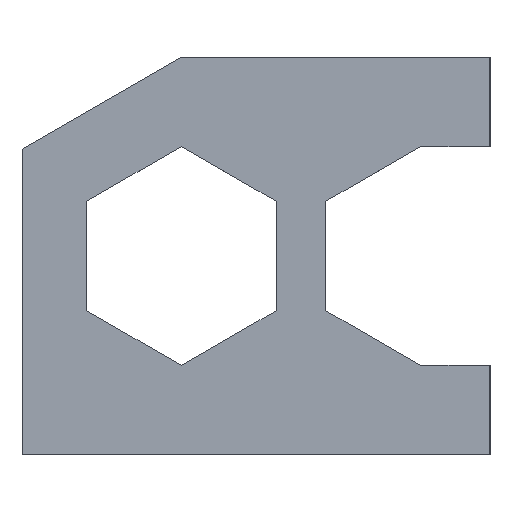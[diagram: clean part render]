
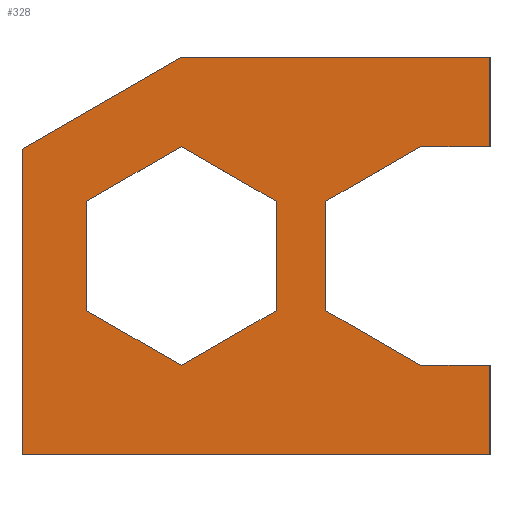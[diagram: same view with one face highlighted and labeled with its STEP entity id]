
A CAD part, top view. The second image highlights one B-rep face of the part: STEP entity #328.
In plain terms, the highlighted planar face has unit normal (0, 0, 1).
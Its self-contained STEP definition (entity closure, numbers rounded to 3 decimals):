
#24 = VERTEX_POINT('',#25);
#25 = CARTESIAN_POINT('',(-58.105,80.,4.));
#31 = EDGE_CURVE('',#24,#32,#34,.T.);
#32 = VERTEX_POINT('',#33);
#33 = CARTESIAN_POINT('',(65.815,80.,4.));
#34 = LINE('',#35,#36);
#35 = CARTESIAN_POINT('',(-58.105,80.,4.));
#36 = VECTOR('',#37,1.);
#37 = DIRECTION('',(1.,0.,0.));
#70 = EDGE_CURVE('',#24,#71,#73,.T.);
#71 = VERTEX_POINT('',#72);
#72 = CARTESIAN_POINT('',(-122.185,43.004,4.));
#73 = LINE('',#74,#75);
#74 = CARTESIAN_POINT('',(-58.105,80.,4.));
#75 = VECTOR('',#76,1.);
#76 = DIRECTION('',(-0.866,-0.5,0.));
#101 = EDGE_CURVE('',#32,#102,#104,.T.);
#102 = VERTEX_POINT('',#103);
#103 = CARTESIAN_POINT('',(65.815,44.,4.));
#104 = LINE('',#105,#106);
#105 = CARTESIAN_POINT('',(65.815,80.,4.));
#106 = VECTOR('',#107,1.);
#107 = DIRECTION('',(0.,-1.,0.));
#328 = ADVANCED_FACE('',(#329,#396),#446,.T.);
#329 = FACE_BOUND('',#330,.F.);
#330 = EDGE_LOOP('',(#331,#332,#333,#341,#349,#357,#365,#373,#381,#389,
    #395));
#331 = ORIENTED_EDGE('',*,*,#31,.T.);
#332 = ORIENTED_EDGE('',*,*,#101,.T.);
#333 = ORIENTED_EDGE('',*,*,#334,.F.);
#334 = EDGE_CURVE('',#335,#102,#337,.T.);
#335 = VERTEX_POINT('',#336);
#336 = CARTESIAN_POINT('',(38.105,44.,4.));
#337 = LINE('',#338,#339);
#338 = CARTESIAN_POINT('',(38.105,44.,4.));
#339 = VECTOR('',#340,1.);
#340 = DIRECTION('',(1.,0.,0.));
#341 = ORIENTED_EDGE('',*,*,#342,.T.);
#342 = EDGE_CURVE('',#335,#343,#345,.T.);
#343 = VERTEX_POINT('',#344);
#344 = CARTESIAN_POINT('',(0.,22.,4.));
#345 = LINE('',#346,#347);
#346 = CARTESIAN_POINT('',(38.105,44.,4.));
#347 = VECTOR('',#348,1.);
#348 = DIRECTION('',(-0.866,-0.5,0.));
#349 = ORIENTED_EDGE('',*,*,#350,.T.);
#350 = EDGE_CURVE('',#343,#351,#353,.T.);
#351 = VERTEX_POINT('',#352);
#352 = CARTESIAN_POINT('',(0.,-22.,4.));
#353 = LINE('',#354,#355);
#354 = CARTESIAN_POINT('',(0.,22.,4.));
#355 = VECTOR('',#356,1.);
#356 = DIRECTION('',(0.,-1.,0.));
#357 = ORIENTED_EDGE('',*,*,#358,.T.);
#358 = EDGE_CURVE('',#351,#359,#361,.T.);
#359 = VERTEX_POINT('',#360);
#360 = CARTESIAN_POINT('',(38.105,-44.,4.));
#361 = LINE('',#362,#363);
#362 = CARTESIAN_POINT('',(0.,-22.,4.));
#363 = VECTOR('',#364,1.);
#364 = DIRECTION('',(0.866,-0.5,0.));
#365 = ORIENTED_EDGE('',*,*,#366,.F.);
#366 = EDGE_CURVE('',#367,#359,#369,.T.);
#367 = VERTEX_POINT('',#368);
#368 = CARTESIAN_POINT('',(65.815,-44.,4.));
#369 = LINE('',#370,#371);
#370 = CARTESIAN_POINT('',(65.815,-44.,4.));
#371 = VECTOR('',#372,1.);
#372 = DIRECTION('',(-1.,0.,0.));
#373 = ORIENTED_EDGE('',*,*,#374,.T.);
#374 = EDGE_CURVE('',#367,#375,#377,.T.);
#375 = VERTEX_POINT('',#376);
#376 = CARTESIAN_POINT('',(65.815,-80.,4.));
#377 = LINE('',#378,#379);
#378 = CARTESIAN_POINT('',(65.815,-44.,4.));
#379 = VECTOR('',#380,1.);
#380 = DIRECTION('',(0.,-1.,0.));
#381 = ORIENTED_EDGE('',*,*,#382,.T.);
#382 = EDGE_CURVE('',#375,#383,#385,.T.);
#383 = VERTEX_POINT('',#384);
#384 = CARTESIAN_POINT('',(-122.185,-80.,4.));
#385 = LINE('',#386,#387);
#386 = CARTESIAN_POINT('',(65.815,-80.,4.));
#387 = VECTOR('',#388,1.);
#388 = DIRECTION('',(-1.,0.,0.));
#389 = ORIENTED_EDGE('',*,*,#390,.F.);
#390 = EDGE_CURVE('',#71,#383,#391,.T.);
#391 = LINE('',#392,#393);
#392 = CARTESIAN_POINT('',(-122.185,43.004,4.));
#393 = VECTOR('',#394,1.);
#394 = DIRECTION('',(0.,-1.,0.));
#395 = ORIENTED_EDGE('',*,*,#70,.F.);
#396 = FACE_BOUND('',#397,.F.);
#397 = EDGE_LOOP('',(#398,#408,#416,#424,#432,#440));
#398 = ORIENTED_EDGE('',*,*,#399,.T.);
#399 = EDGE_CURVE('',#400,#402,#404,.T.);
#400 = VERTEX_POINT('',#401);
#401 = CARTESIAN_POINT('',(-58.105,44.,4.));
#402 = VERTEX_POINT('',#403);
#403 = CARTESIAN_POINT('',(-96.21,22.,4.));
#404 = LINE('',#405,#406);
#405 = CARTESIAN_POINT('',(-58.105,44.,4.));
#406 = VECTOR('',#407,1.);
#407 = DIRECTION('',(-0.866,-0.5,0.));
#408 = ORIENTED_EDGE('',*,*,#409,.T.);
#409 = EDGE_CURVE('',#402,#410,#412,.T.);
#410 = VERTEX_POINT('',#411);
#411 = CARTESIAN_POINT('',(-96.21,-22.,4.));
#412 = LINE('',#413,#414);
#413 = CARTESIAN_POINT('',(-96.21,22.,4.));
#414 = VECTOR('',#415,1.);
#415 = DIRECTION('',(0.,-1.,0.));
#416 = ORIENTED_EDGE('',*,*,#417,.T.);
#417 = EDGE_CURVE('',#410,#418,#420,.T.);
#418 = VERTEX_POINT('',#419);
#419 = CARTESIAN_POINT('',(-58.105,-44.,4.));
#420 = LINE('',#421,#422);
#421 = CARTESIAN_POINT('',(-96.21,-22.,4.));
#422 = VECTOR('',#423,1.);
#423 = DIRECTION('',(0.866,-0.5,0.));
#424 = ORIENTED_EDGE('',*,*,#425,.T.);
#425 = EDGE_CURVE('',#418,#426,#428,.T.);
#426 = VERTEX_POINT('',#427);
#427 = CARTESIAN_POINT('',(-20.,-22.,4.));
#428 = LINE('',#429,#430);
#429 = CARTESIAN_POINT('',(-58.105,-44.,4.));
#430 = VECTOR('',#431,1.);
#431 = DIRECTION('',(0.866,0.5,0.));
#432 = ORIENTED_EDGE('',*,*,#433,.T.);
#433 = EDGE_CURVE('',#426,#434,#436,.T.);
#434 = VERTEX_POINT('',#435);
#435 = CARTESIAN_POINT('',(-20.,22.,4.));
#436 = LINE('',#437,#438);
#437 = CARTESIAN_POINT('',(-20.,-22.,4.));
#438 = VECTOR('',#439,1.);
#439 = DIRECTION('',(0.,1.,0.));
#440 = ORIENTED_EDGE('',*,*,#441,.T.);
#441 = EDGE_CURVE('',#434,#400,#442,.T.);
#442 = LINE('',#443,#444);
#443 = CARTESIAN_POINT('',(-20.,22.,4.));
#444 = VECTOR('',#445,1.);
#445 = DIRECTION('',(-0.866,0.5,0.));
#446 = PLANE('',#447);
#447 = AXIS2_PLACEMENT_3D('',#448,#449,#450);
#448 = CARTESIAN_POINT('',(-31.545,-2.762,4.));
#449 = DIRECTION('',(0.,0.,1.));
#450 = DIRECTION('',(1.,0.,0.));
